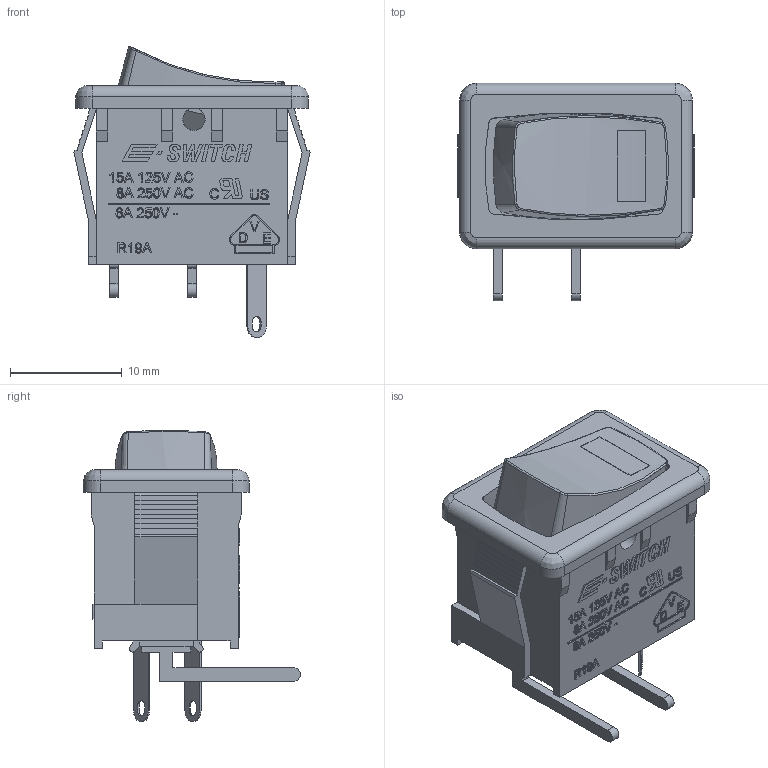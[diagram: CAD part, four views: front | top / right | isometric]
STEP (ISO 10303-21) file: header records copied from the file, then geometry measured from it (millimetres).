
FILE_DESCRIPTION((' '),'2;1');
FILE_NAME('R1966AxxxxxxERxxx.stp','2017-07-25T14:52:23',(' '),(' '),' ','ACIS',' ');
FILE_SCHEMA(('CONFIG_CONTROL_DESIGN'));
Length unit declared in the file: inch
Products named in the file (1): R1966AxxxxxxERxxx.stp
Bounding box: 21.1 x 19.4 x 26.01 mm (x, y, z)
Volume: 1916.9 mm3; surface area: 3597 mm2
Topology: 2 solids, 2 shells, 951 faces, 2588 edges, 1699 vertices
Faces by surface type: plane 586, bspline 295, cylinder 57, cone 13
Full cylindrical faces by diameter (mm): 2 x4
Entity records: 32131 total; most frequent: CARTESIAN_POINT 9918, ORIENTED_EDGE 5168, DIRECTION 3448, EDGE_CURVE 2584, VECTOR 1830, LINE 1830, VERTEX_POINT 1697, EDGE_LOOP 1041
